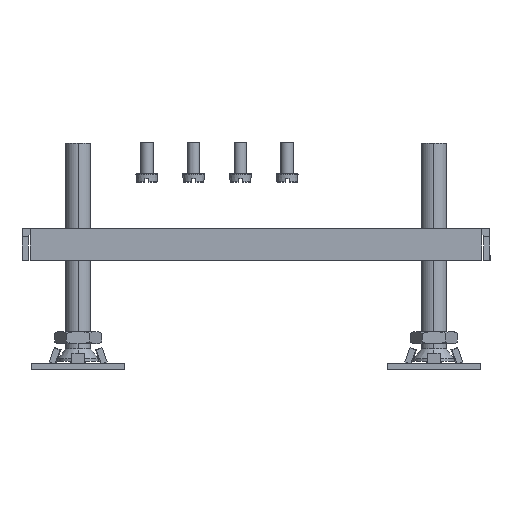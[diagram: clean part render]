
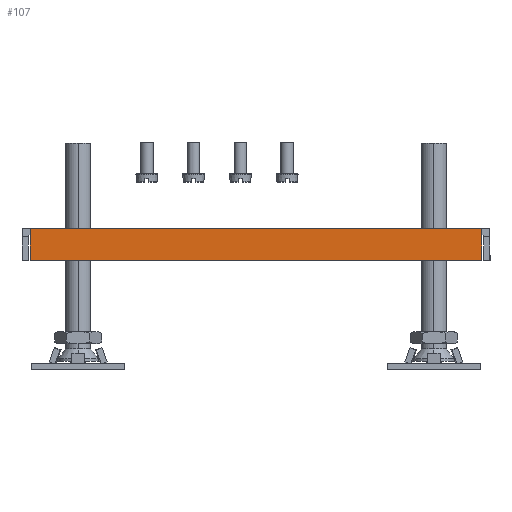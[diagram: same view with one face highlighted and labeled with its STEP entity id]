
A CAD part, front view. The second image highlights one B-rep face of the part: STEP entity #107.
In plain terms, the highlighted face is planar.
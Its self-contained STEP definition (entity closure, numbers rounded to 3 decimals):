
#61 = VECTOR ( 'NONE', #3995, 1000. ) ;
#98 = DIRECTION ( 'NONE',  ( 0., -1., 0. ) ) ;
#100 = VERTEX_POINT ( 'NONE', #5826 ) ;
#107 = ADVANCED_FACE ( 'NONE', ( #1047 ), #2650, .T. ) ;
#195 = CARTESIAN_POINT ( 'NONE',  ( 92.5, 0., 72.4 ) ) ;
#204 = ORIENTED_EDGE ( 'NONE', *, *, #6276, .F. ) ;
#421 = DIRECTION ( 'NONE',  ( 0., 1., 0. ) ) ;
#514 = CARTESIAN_POINT ( 'NONE',  ( 92.5, -2.6, -72.4 ) ) ;
#535 = CARTESIAN_POINT ( 'NONE',  ( 92.5, 0., -72.4 ) ) ;
#620 = VERTEX_POINT ( 'NONE', #6108 ) ;
#971 = LINE ( 'NONE', #2801, #1121 ) ;
#1047 = FACE_OUTER_BOUND ( 'NONE', #2225, .T. ) ;
#1121 = VECTOR ( 'NONE', #421, 1000. ) ;
#1161 = DIRECTION ( 'NONE',  ( 0., 0., -1. ) ) ;
#1339 = ORIENTED_EDGE ( 'NONE', *, *, #5946, .T. ) ;
#1422 = VECTOR ( 'NONE', #5729, 1000. ) ;
#1670 = CARTESIAN_POINT ( 'NONE',  ( 92.5, 0., 72.4 ) ) ;
#2115 = VERTEX_POINT ( 'NONE', #2935 ) ;
#2225 = EDGE_LOOP ( 'NONE', ( #3684, #3766, #2540, #4554, #204, #1339 ) ) ;
#2540 = ORIENTED_EDGE ( 'NONE', *, *, #4536, .T. ) ;
#2650 = PLANE ( 'NONE',  #3397 ) ;
#2801 = CARTESIAN_POINT ( 'NONE',  ( 92.5, 0., 72.4 ) ) ;
#2935 = CARTESIAN_POINT ( 'NONE',  ( 92.5, 0., -72.4 ) ) ;
#3067 = LINE ( 'NONE', #514, #61 ) ;
#3113 = EDGE_CURVE ( 'NONE', #6083, #5502, #6385, .T. ) ;
#3296 = CARTESIAN_POINT ( 'NONE',  ( 92.5, 0., 72.4 ) ) ;
#3306 = VECTOR ( 'NONE', #4572, 1000. ) ;
#3397 = AXIS2_PLACEMENT_3D ( 'NONE', #1670, #4618, #1161 ) ;
#3684 = ORIENTED_EDGE ( 'NONE', *, *, #3113, .F. ) ;
#3766 = ORIENTED_EDGE ( 'NONE', *, *, #5880, .T. ) ;
#3787 = LINE ( 'NONE', #4615, #3306 ) ;
#3995 = DIRECTION ( 'NONE',  ( 0., 1., 0. ) ) ;
#4182 = CARTESIAN_POINT ( 'NONE',  ( 92.5, -10., -72.4 ) ) ;
#4199 = LINE ( 'NONE', #3296, #1422 ) ;
#4340 = VECTOR ( 'NONE', #4650, 1000. ) ;
#4536 = EDGE_CURVE ( 'NONE', #2115, #5340, #4199, .T. ) ;
#4554 = ORIENTED_EDGE ( 'NONE', *, *, #5037, .F. ) ;
#4572 = DIRECTION ( 'NONE',  ( 0., 0., -1. ) ) ;
#4615 = CARTESIAN_POINT ( 'NONE',  ( 92.5, -10., 72.4 ) ) ;
#4618 = DIRECTION ( 'NONE',  ( 1., 0., 0. ) ) ;
#4650 = DIRECTION ( 'NONE',  ( 0., 1., 0. ) ) ;
#5037 = EDGE_CURVE ( 'NONE', #620, #5340, #5973, .T. ) ;
#5340 = VERTEX_POINT ( 'NONE', #5961 ) ;
#5502 = VERTEX_POINT ( 'NONE', #4182 ) ;
#5699 = VECTOR ( 'NONE', #98, 1000. ) ;
#5729 = DIRECTION ( 'NONE',  ( 0., 0., 1. ) ) ;
#5826 = CARTESIAN_POINT ( 'NONE',  ( 92.5, -10., 72.4 ) ) ;
#5880 = EDGE_CURVE ( 'NONE', #6083, #2115, #3067, .T. ) ;
#5946 = EDGE_CURVE ( 'NONE', #100, #5502, #3787, .T. ) ;
#5961 = CARTESIAN_POINT ( 'NONE',  ( 92.5, 0., 72.4 ) ) ;
#5973 = LINE ( 'NONE', #195, #4340 ) ;
#6083 = VERTEX_POINT ( 'NONE', #6175 ) ;
#6108 = CARTESIAN_POINT ( 'NONE',  ( 92.5, -2.6, 72.4 ) ) ;
#6175 = CARTESIAN_POINT ( 'NONE',  ( 92.5, -2.6, -72.4 ) ) ;
#6276 = EDGE_CURVE ( 'NONE', #100, #620, #971, .T. ) ;
#6385 = LINE ( 'NONE', #535, #5699 ) ;
